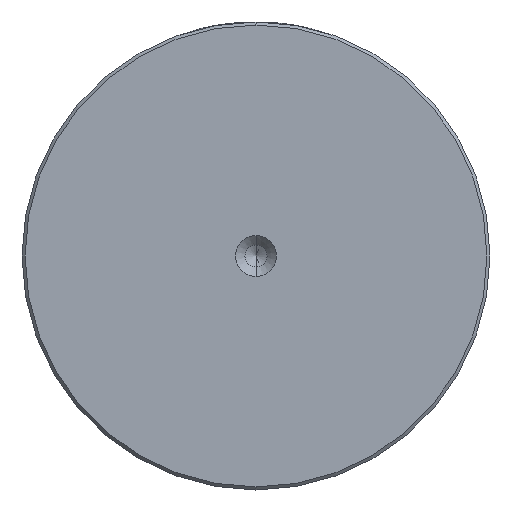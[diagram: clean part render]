
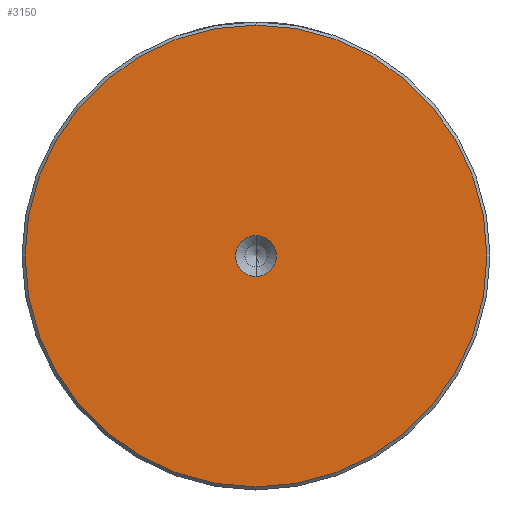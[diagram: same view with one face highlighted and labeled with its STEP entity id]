
A CAD part, left-side view. The second image highlights one B-rep face of the part: STEP entity #3150.
In plain terms, the highlighted planar face has unit normal (-1, 0, 0).
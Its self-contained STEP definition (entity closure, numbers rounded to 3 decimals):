
#17 = CIRCLE ( 'NONE', #853, 3.3 ) ;
#41 = VERTEX_POINT ( 'NONE', #1868 ) ;
#83 = CIRCLE ( 'NONE', #978, 37.5 ) ;
#108 = CARTESIAN_POINT ( 'NONE',  ( 0., 0., 0. ) ) ;
#112 = EDGE_LOOP ( 'NONE', ( #3044, #1085 ) ) ;
#359 = DIRECTION ( 'NONE',  ( 0., 0., 1. ) ) ;
#734 = DIRECTION ( 'NONE',  ( 0., 0., 1. ) ) ;
#853 = AXIS2_PLACEMENT_3D ( 'NONE', #2648, #930, #2687 ) ;
#930 = DIRECTION ( 'NONE',  ( -1., 0., 0. ) ) ;
#961 = EDGE_CURVE ( 'NONE', #41, #1839, #17, .T. ) ;
#978 = AXIS2_PLACEMENT_3D ( 'NONE', #108, #1859, #359 ) ;
#979 = VERTEX_POINT ( 'NONE', #1888 ) ;
#1014 = CARTESIAN_POINT ( 'NONE',  ( 0., 0., 0. ) ) ;
#1067 = EDGE_LOOP ( 'NONE', ( #2669, #2454 ) ) ;
#1085 = ORIENTED_EDGE ( 'NONE', *, *, #2759, .T. ) ;
#1222 = CARTESIAN_POINT ( 'NONE',  ( 0., 0., 37.5 ) ) ;
#1266 = DIRECTION ( 'NONE',  ( 0., 0., 1. ) ) ;
#1296 = CARTESIAN_POINT ( 'NONE',  ( 0., 0., 0. ) ) ;
#1453 = CARTESIAN_POINT ( 'NONE',  ( 0., 0., 3.3 ) ) ;
#1550 = DIRECTION ( 'NONE',  ( 0., 0., 1. ) ) ;
#1794 = VERTEX_POINT ( 'NONE', #1222 ) ;
#1839 = VERTEX_POINT ( 'NONE', #1453 ) ;
#1859 = DIRECTION ( 'NONE',  ( -1., 0., 0. ) ) ;
#1868 = CARTESIAN_POINT ( 'NONE',  ( 0., 0., -3.3 ) ) ;
#1888 = CARTESIAN_POINT ( 'NONE',  ( 0., 0., -37.5 ) ) ;
#1893 = CIRCLE ( 'NONE', #3036, 37.5 ) ;
#1977 = CIRCLE ( 'NONE', #2885, 3.3 ) ;
#2015 = EDGE_CURVE ( 'NONE', #1839, #41, #1977, .T. ) ;
#2045 = EDGE_CURVE ( 'NONE', #979, #1794, #1893, .T. ) ;
#2243 = DIRECTION ( 'NONE',  ( -1., 0., 0. ) ) ;
#2454 = ORIENTED_EDGE ( 'NONE', *, *, #961, .F. ) ;
#2520 = AXIS2_PLACEMENT_3D ( 'NONE', #3236, #2243, #734 ) ;
#2590 = FACE_BOUND ( 'NONE', #1067, .T. ) ;
#2648 = CARTESIAN_POINT ( 'NONE',  ( 0., 0., 0. ) ) ;
#2669 = ORIENTED_EDGE ( 'NONE', *, *, #2015, .F. ) ;
#2687 = DIRECTION ( 'NONE',  ( 0., 0., 1. ) ) ;
#2743 = PLANE ( 'NONE',  #2520 ) ;
#2759 = EDGE_CURVE ( 'NONE', #1794, #979, #83, .T. ) ;
#2780 = DIRECTION ( 'NONE',  ( -1., 0., 0. ) ) ;
#2885 = AXIS2_PLACEMENT_3D ( 'NONE', #1014, #2780, #1266 ) ;
#3036 = AXIS2_PLACEMENT_3D ( 'NONE', #1296, #3049, #1550 ) ;
#3044 = ORIENTED_EDGE ( 'NONE', *, *, #2045, .T. ) ;
#3049 = DIRECTION ( 'NONE',  ( -1., 0., 0. ) ) ;
#3150 = ADVANCED_FACE ( 'NONE', ( #3176, #2590 ), #2743, .T. ) ;
#3176 = FACE_OUTER_BOUND ( 'NONE', #112, .T. ) ;
#3236 = CARTESIAN_POINT ( 'NONE',  ( 0., 0., 0. ) ) ;
